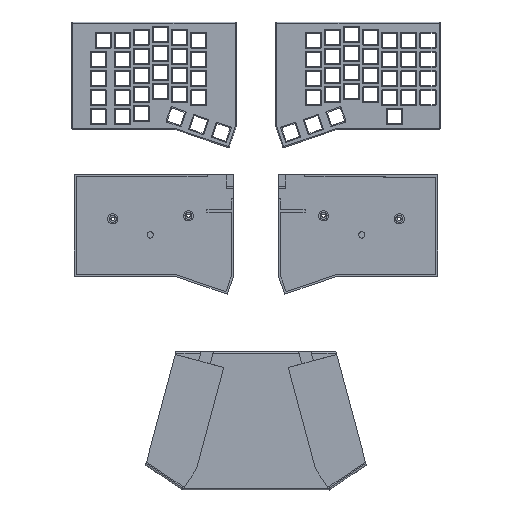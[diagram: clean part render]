
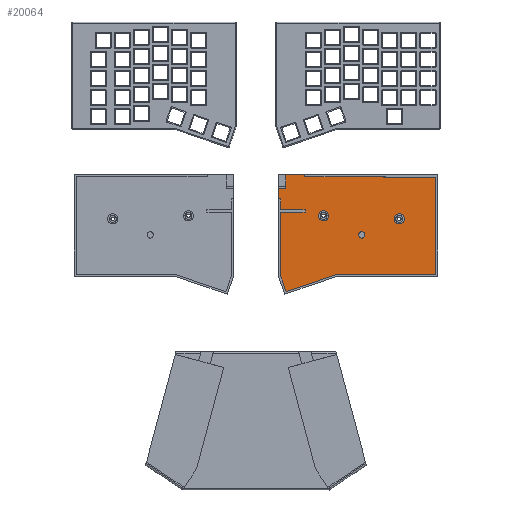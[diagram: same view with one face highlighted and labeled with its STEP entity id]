
A CAD part, top view. The second image highlights one B-rep face of the part: STEP entity #20064.
In plain terms, the highlighted planar face has unit normal (0, 0, 1).
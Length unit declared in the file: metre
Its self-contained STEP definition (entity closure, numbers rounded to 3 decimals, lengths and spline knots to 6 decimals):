
#22=CIRCLE('',#21254,0.003125);
#23=CIRCLE('',#21255,0.005);
#24=CIRCLE('',#21256,0.005);
#1258=ORIENTED_EDGE('',*,*,#7098,.F.);
#1259=ORIENTED_EDGE('',*,*,#7099,.F.);
#1260=ORIENTED_EDGE('',*,*,#7100,.F.);
#1261=ORIENTED_EDGE('',*,*,#7101,.F.);
#1262=ORIENTED_EDGE('',*,*,#7102,.T.);
#1263=ORIENTED_EDGE('',*,*,#7103,.T.);
#1264=ORIENTED_EDGE('',*,*,#7104,.T.);
#1265=ORIENTED_EDGE('',*,*,#7105,.T.);
#1266=ORIENTED_EDGE('',*,*,#7106,.T.);
#1267=ORIENTED_EDGE('',*,*,#7107,.T.);
#1268=ORIENTED_EDGE('',*,*,#7108,.T.);
#1269=ORIENTED_EDGE('',*,*,#7109,.T.);
#1270=ORIENTED_EDGE('',*,*,#7110,.T.);
#1271=ORIENTED_EDGE('',*,*,#7111,.T.);
#1272=ORIENTED_EDGE('',*,*,#7112,.T.);
#1273=ORIENTED_EDGE('',*,*,#7113,.F.);
#1274=ORIENTED_EDGE('',*,*,#7114,.F.);
#1275=ORIENTED_EDGE('',*,*,#7115,.F.);
#1276=ORIENTED_EDGE('',*,*,#7116,.F.);
#7098=EDGE_CURVE('',#10032,#10033,#12042,.T.);
#7099=EDGE_CURVE('',#10034,#10032,#12043,.T.);
#7100=EDGE_CURVE('',#10035,#10034,#12044,.T.);
#7101=EDGE_CURVE('',#10036,#10035,#12045,.T.);
#7102=EDGE_CURVE('',#10036,#10037,#12046,.T.);
#7103=EDGE_CURVE('',#10037,#10038,#12047,.T.);
#7104=EDGE_CURVE('',#10038,#10039,#12048,.T.);
#7105=EDGE_CURVE('',#10039,#10040,#12049,.T.);
#7106=EDGE_CURVE('',#10040,#10041,#12050,.T.);
#7107=EDGE_CURVE('',#10041,#10042,#12051,.T.);
#7108=EDGE_CURVE('',#10042,#10043,#12052,.T.);
#7109=EDGE_CURVE('',#10043,#10044,#12053,.T.);
#7110=EDGE_CURVE('',#10044,#10045,#12054,.T.);
#7111=EDGE_CURVE('',#10045,#10046,#12055,.T.);
#7112=EDGE_CURVE('',#10046,#10047,#12056,.T.);
#7113=EDGE_CURVE('',#10033,#10047,#12057,.T.);
#7114=EDGE_CURVE('',#10048,#10048,#22,.T.);
#7115=EDGE_CURVE('',#10049,#10049,#23,.T.);
#7116=EDGE_CURVE('',#10050,#10050,#24,.T.);
#10032=VERTEX_POINT('',#29124);
#10033=VERTEX_POINT('',#29125);
#10034=VERTEX_POINT('',#29127);
#10035=VERTEX_POINT('',#29129);
#10036=VERTEX_POINT('',#29131);
#10037=VERTEX_POINT('',#29133);
#10038=VERTEX_POINT('',#29135);
#10039=VERTEX_POINT('',#29137);
#10040=VERTEX_POINT('',#29139);
#10041=VERTEX_POINT('',#29141);
#10042=VERTEX_POINT('',#29143);
#10043=VERTEX_POINT('',#29145);
#10044=VERTEX_POINT('',#29147);
#10045=VERTEX_POINT('',#29149);
#10046=VERTEX_POINT('',#29151);
#10047=VERTEX_POINT('',#29153);
#10048=VERTEX_POINT('',#29156);
#10049=VERTEX_POINT('',#29158);
#10050=VERTEX_POINT('',#29160);
#12042=LINE('',#29123,#14306);
#12043=LINE('',#29126,#14307);
#12044=LINE('',#29128,#14308);
#12045=LINE('',#29130,#14309);
#12046=LINE('',#29132,#14310);
#12047=LINE('',#29134,#14311);
#12048=LINE('',#29136,#14312);
#12049=LINE('',#29138,#14313);
#12050=LINE('',#29140,#14314);
#12051=LINE('',#29142,#14315);
#12052=LINE('',#29144,#14316);
#12053=LINE('',#29146,#14317);
#12054=LINE('',#29148,#14318);
#12055=LINE('',#29150,#14319);
#12056=LINE('',#29152,#14320);
#12057=LINE('',#29154,#14321);
#14306=VECTOR('',#23200,1.);
#14307=VECTOR('',#23201,1.);
#14308=VECTOR('',#23202,1.);
#14309=VECTOR('',#23203,1.);
#14310=VECTOR('',#23204,1.);
#14311=VECTOR('',#23205,1.);
#14312=VECTOR('',#23206,1.);
#14313=VECTOR('',#23207,1.);
#14314=VECTOR('',#23208,1.);
#14315=VECTOR('',#23209,1.);
#14316=VECTOR('',#23210,1.);
#14317=VECTOR('',#23211,1.);
#14318=VECTOR('',#23212,1.);
#14319=VECTOR('',#23213,1.);
#14320=VECTOR('',#23214,1.);
#14321=VECTOR('',#23215,1.);
#16524=EDGE_LOOP('',(#1258,#1259,#1260,#1261,#1262,#1263,#1264,#1265,#1266,
#1267,#1268,#1269,#1270,#1271,#1272,#1273));
#16525=EDGE_LOOP('',(#1274));
#16526=EDGE_LOOP('',(#1275));
#16527=EDGE_LOOP('',(#1276));
#17916=FACE_BOUND('',#16524,.T.);
#17917=FACE_BOUND('',#16525,.T.);
#17918=FACE_BOUND('',#16526,.T.);
#17919=FACE_BOUND('',#16527,.T.);
#19302=PLANE('',#21253);
#20064=ADVANCED_FACE('',(#17916,#17917,#17918,#17919),#19302,.T.);
#21253=AXIS2_PLACEMENT_3D('',#29122,#23198,#23199);
#21254=AXIS2_PLACEMENT_3D('',#29155,#23216,#23217);
#21255=AXIS2_PLACEMENT_3D('',#29157,#23218,#23219);
#21256=AXIS2_PLACEMENT_3D('',#29159,#23220,#23221);
#23198=DIRECTION('',(0.,0.,1.));
#23199=DIRECTION('',(1.,0.,0.));
#23200=DIRECTION('',(1.,0.,0.));
#23201=DIRECTION('',(0.,1.,0.));
#23202=DIRECTION('',(1.,0.,0.));
#23203=DIRECTION('',(0.,1.,0.));
#23204=DIRECTION('',(1.,0.,0.));
#23205=DIRECTION('',(0.,-1.,0.));
#23206=DIRECTION('',(1.,0.,0.));
#23207=DIRECTION('',(0.,-1.,0.));
#23208=DIRECTION('',(-1.,0.,0.));
#23209=DIRECTION('',(0.,-1.,0.));
#23210=DIRECTION('',(0.324,-0.946,0.));
#23211=DIRECTION('',(0.946,0.324,0.));
#23212=DIRECTION('',(1.,0.,0.));
#23213=DIRECTION('',(0.,1.,0.));
#23214=DIRECTION('',(-1.,0.005,0.));
#23215=DIRECTION('',(0.,-1.,0.));
#23216=DIRECTION('',(0.,0.,1.));
#23217=DIRECTION('',(1.,0.,0.));
#23218=DIRECTION('',(0.,0.,1.));
#23219=DIRECTION('',(1.,0.,0.));
#23220=DIRECTION('',(0.,0.,1.));
#23221=DIRECTION('',(1.,0.,0.));
#29122=CARTESIAN_POINT('',(0.,-0.17083,0.));
#29123=CARTESIAN_POINT('',(0.114863,-0.08972,0.));
#29124=CARTESIAN_POINT('',(0.0295,-0.08972,0.));
#29125=CARTESIAN_POINT('',(0.04875,-0.08972,0.));
#29126=CARTESIAN_POINT('',(0.0295,-0.10272,0.));
#29127=CARTESIAN_POINT('',(0.0295,-0.10397,0.));
#29128=CARTESIAN_POINT('',(0.024111,-0.10397,0.));
#29129=CARTESIAN_POINT('',(0.0225,-0.10397,0.));
#29130=CARTESIAN_POINT('',(0.0225,-0.15247,0.));
#29131=CARTESIAN_POINT('',(0.0225,-0.11397,0.));
#29132=CARTESIAN_POINT('',(0.0235,-0.11397,0.));
#29133=CARTESIAN_POINT('',(0.0245,-0.11397,0.));
#29134=CARTESIAN_POINT('',(0.0245,-0.119345,0.));
#29135=CARTESIAN_POINT('',(0.0245,-0.12472,0.));
#29136=CARTESIAN_POINT('',(0.036688,-0.12472,0.));
#29137=CARTESIAN_POINT('',(0.048875,-0.12472,0.));
#29138=CARTESIAN_POINT('',(0.048875,-0.12597,0.));
#29139=CARTESIAN_POINT('',(0.048875,-0.12722,0.));
#29140=CARTESIAN_POINT('',(0.036688,-0.12722,0.));
#29141=CARTESIAN_POINT('',(0.0245,-0.12722,0.));
#29142=CARTESIAN_POINT('',(0.0245,-0.158928,0.));
#29143=CARTESIAN_POINT('',(0.0245,-0.190637,0.));
#29144=CARTESIAN_POINT('',(0.028624,-0.202666,0.));
#29145=CARTESIAN_POINT('',(0.029922,-0.20645,0.));
#29146=CARTESIAN_POINT('',(0.059197,-0.196413,0.));
#29147=CARTESIAN_POINT('',(0.080904,-0.18897,0.));
#29148=CARTESIAN_POINT('',(0.174975,-0.18897,0.));
#29149=CARTESIAN_POINT('',(0.178975,-0.18897,0.));
#29150=CARTESIAN_POINT('',(0.178975,-0.096378,0.));
#29151=CARTESIAN_POINT('',(0.178975,-0.092399,0.));
#29152=CARTESIAN_POINT('',(0.109883,-0.092039,0.));
#29153=CARTESIAN_POINT('',(0.04875,-0.09172,0.));
#29154=CARTESIAN_POINT('',(0.04875,-0.09072,0.));
#29155=CARTESIAN_POINT('',(0.1054,-0.14987,0.));
#29156=CARTESIAN_POINT('',(0.108525,-0.14987,0.));
#29157=CARTESIAN_POINT('',(0.14285,-0.13382,0.));
#29158=CARTESIAN_POINT('',(0.14785,-0.13382,0.));
#29159=CARTESIAN_POINT('',(0.0673,-0.13082,0.));
#29160=CARTESIAN_POINT('',(0.0723,-0.13082,0.));
